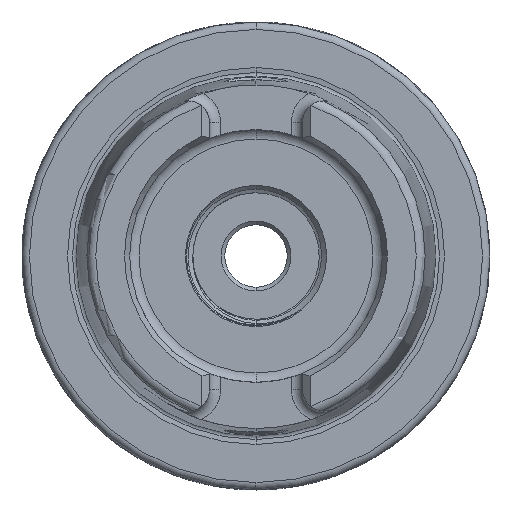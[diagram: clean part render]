
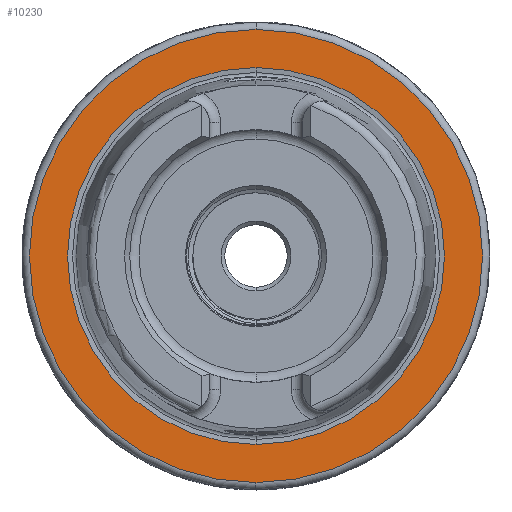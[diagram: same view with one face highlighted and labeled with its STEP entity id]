
A CAD part, left-side view. The second image highlights one B-rep face of the part: STEP entity #10230.
In plain terms, the highlighted planar face has unit normal (-1, 0, 0).
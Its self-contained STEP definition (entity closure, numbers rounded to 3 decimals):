
#418 = CARTESIAN_POINT ( 'NONE',  ( 0., 0., 0. ) ) ;
#474 = DIRECTION ( 'NONE',  ( 1., 0., 0. ) ) ;
#510 = DIRECTION ( 'NONE',  ( 0., 0., -1. ) ) ;
#4147 = AXIS2_PLACEMENT_3D ( 'NONE', #18322, #18341, #18344 ) ;
#4223 = AXIS2_PLACEMENT_3D ( 'NONE', #17691, #17680, #17697 ) ;
#4286 = AXIS2_PLACEMENT_3D ( 'NONE', #8047, #8085, #8067 ) ;
#4382 = AXIS2_PLACEMENT_3D ( 'NONE', #418, #474, #510 ) ;
#4385 = AXIS2_PLACEMENT_3D ( 'NONE', #13209, #13183, #13168 ) ;
#8046 = PLANE ( 'NONE',  #4286 ) ;
#8047 = CARTESIAN_POINT ( 'NONE',  ( 0., 25.369, 0. ) ) ;
#8067 = DIRECTION ( 'NONE',  ( 0., 0., 1. ) ) ;
#8085 = DIRECTION ( 'NONE',  ( -1., 0., 0. ) ) ;
#10230 = ADVANCED_FACE ( 'NONE', ( #30643, #30695 ), #8046, .T. ) ;
#11360 = CIRCLE ( 'NONE', #4382, 25.369 ) ;
#11423 = CIRCLE ( 'NONE', #4385, 30.5 ) ;
#11780 = CIRCLE ( 'NONE', #4223, 25.369 ) ;
#11819 = CIRCLE ( 'NONE', #4147, 30.5 ) ;
#13168 = DIRECTION ( 'NONE',  ( 0., 0., 1. ) ) ;
#13183 = DIRECTION ( 'NONE',  ( -1., 0., 0. ) ) ;
#13209 = CARTESIAN_POINT ( 'NONE',  ( 0., 0., 0. ) ) ;
#16105 = CARTESIAN_POINT ( 'NONE',  ( 0., 0., -30.5 ) ) ;
#17680 = DIRECTION ( 'NONE',  ( 1., 0., 0. ) ) ;
#17691 = CARTESIAN_POINT ( 'NONE',  ( 0., 0., 0. ) ) ;
#17697 = DIRECTION ( 'NONE',  ( 0., 0., -1. ) ) ;
#18322 = CARTESIAN_POINT ( 'NONE',  ( 0., 0., 0. ) ) ;
#18341 = DIRECTION ( 'NONE',  ( -1., 0., 0. ) ) ;
#18344 = DIRECTION ( 'NONE',  ( 0., 0., 1. ) ) ;
#21421 = VERTEX_POINT ( 'NONE', #16105 ) ;
#21454 = VERTEX_POINT ( 'NONE', #27405 ) ;
#21478 = VERTEX_POINT ( 'NONE', #27415 ) ;
#21523 = VERTEX_POINT ( 'NONE', #27504 ) ;
#27168 = ORIENTED_EDGE ( 'NONE', *, *, #32379, .T. ) ;
#27196 = ORIENTED_EDGE ( 'NONE', *, *, #32335, .T. ) ;
#27232 = ORIENTED_EDGE ( 'NONE', *, *, #31232, .T. ) ;
#27249 = ORIENTED_EDGE ( 'NONE', *, *, #31215, .T. ) ;
#27405 = CARTESIAN_POINT ( 'NONE',  ( 0., 0., 25.369 ) ) ;
#27415 = CARTESIAN_POINT ( 'NONE',  ( 0., 0., -25.369 ) ) ;
#27504 = CARTESIAN_POINT ( 'NONE',  ( 0., 0., 30.5 ) ) ;
#30175 = EDGE_LOOP ( 'NONE', ( #27232, #27196 ) ) ;
#30178 = EDGE_LOOP ( 'NONE', ( #27249, #27168 ) ) ;
#30643 = FACE_OUTER_BOUND ( 'NONE', #30175, .T. ) ;
#30695 = FACE_BOUND ( 'NONE', #30178, .T. ) ;
#31215 = EDGE_CURVE ( 'NONE', #21454, #21478, #11360, .T. ) ;
#31232 = EDGE_CURVE ( 'NONE', #21523, #21421, #11423, .T. ) ;
#32335 = EDGE_CURVE ( 'NONE', #21421, #21523, #11819, .T. ) ;
#32379 = EDGE_CURVE ( 'NONE', #21478, #21454, #11780, .T. ) ;
